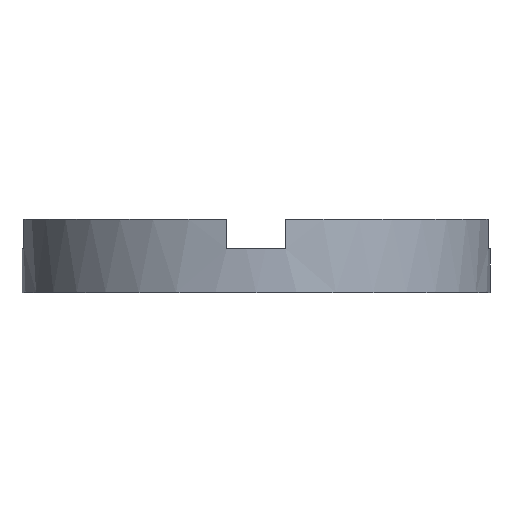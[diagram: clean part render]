
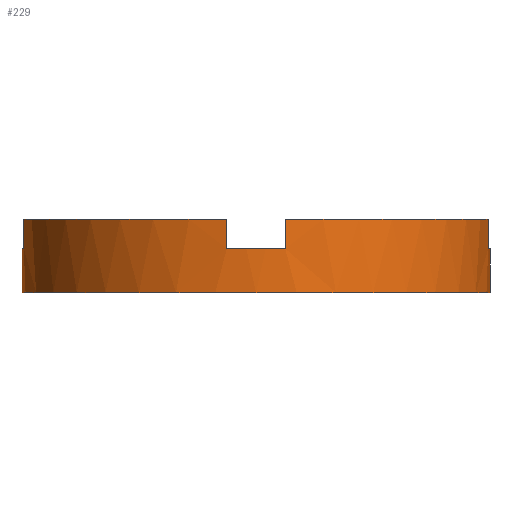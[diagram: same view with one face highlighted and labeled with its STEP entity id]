
A CAD part, front view. The second image highlights one B-rep face of the part: STEP entity #229.
In plain terms, the highlighted cylindrical face has radius 8 mm (diameter 16 mm), a partial arc.
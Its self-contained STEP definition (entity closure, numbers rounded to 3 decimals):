
#31 = ORIENTED_EDGE ( 'NONE', *, *, #592, .F. ) ;
#38 = VERTEX_POINT ( 'NONE', #743 ) ;
#42 = VERTEX_POINT ( 'NONE', #199 ) ;
#55 = FACE_OUTER_BOUND ( 'NONE', #320, .T. ) ;
#62 = CYLINDRICAL_SURFACE ( 'NONE', #209, 8. ) ;
#83 = DIRECTION ( 'NONE',  ( 1., 0., 0. ) ) ;
#84 = VERTEX_POINT ( 'NONE', #734 ) ;
#90 = VECTOR ( 'NONE', #733, 1000. ) ;
#107 = VECTOR ( 'NONE', #251, 1000. ) ;
#119 = VECTOR ( 'NONE', #726, 1000. ) ;
#133 = CARTESIAN_POINT ( 'NONE',  ( 7.937, -1., 2.5 ) ) ;
#137 = VECTOR ( 'NONE', #713, 1000. ) ;
#143 = CIRCLE ( 'NONE', #719, 8. ) ;
#155 = VECTOR ( 'NONE', #241, 1000. ) ;
#157 = ORIENTED_EDGE ( 'NONE', *, *, #249, .F. ) ;
#175 = ORIENTED_EDGE ( 'NONE', *, *, #735, .T. ) ;
#182 = CARTESIAN_POINT ( 'NONE',  ( -7.937, -1., 1.5 ) ) ;
#185 = ORIENTED_EDGE ( 'NONE', *, *, #720, .F. ) ;
#187 = ORIENTED_EDGE ( 'NONE', *, *, #655, .F. ) ;
#191 = ORIENTED_EDGE ( 'NONE', *, *, #215, .T. ) ;
#199 = CARTESIAN_POINT ( 'NONE',  ( -7.937, -1., 1.5 ) ) ;
#207 = CARTESIAN_POINT ( 'NONE',  ( -8., 0., 0. ) ) ;
#209 = AXIS2_PLACEMENT_3D ( 'NONE', #768, #727, #468 ) ;
#215 = EDGE_CURVE ( 'NONE', #260, #279, #600, .T. ) ;
#218 = AXIS2_PLACEMENT_3D ( 'NONE', #469, #650, #725 ) ;
#223 = DIRECTION ( 'NONE',  ( 1., 0., 0. ) ) ;
#229 = ADVANCED_FACE ( 'NONE', ( #55 ), #62, .T. ) ;
#230 = AXIS2_PLACEMENT_3D ( 'NONE', #490, #750, #754 ) ;
#231 = CARTESIAN_POINT ( 'NONE',  ( -8., 0., 2.5 ) ) ;
#241 = DIRECTION ( 'NONE',  ( 0., 0., -1. ) ) ;
#245 = CARTESIAN_POINT ( 'NONE',  ( 1., -7.937, 1.5 ) ) ;
#248 = AXIS2_PLACEMENT_3D ( 'NONE', #571, #253, #512 ) ;
#249 = EDGE_CURVE ( 'NONE', #42, #552, #391, .T. ) ;
#251 = DIRECTION ( 'NONE',  ( 0., 0., 1. ) ) ;
#253 = DIRECTION ( 'NONE',  ( 0., 0., 1. ) ) ;
#254 = EDGE_CURVE ( 'NONE', #293, #38, #387, .T. ) ;
#260 = VERTEX_POINT ( 'NONE', #763 ) ;
#270 = CARTESIAN_POINT ( 'NONE',  ( 7.937, -1., 1.5 ) ) ;
#279 = VERTEX_POINT ( 'NONE', #515 ) ;
#290 = CARTESIAN_POINT ( 'NONE',  ( 1., -7.937, 2.5 ) ) ;
#293 = VERTEX_POINT ( 'NONE', #440 ) ;
#320 = EDGE_LOOP ( 'NONE', ( #714, #553, #442, #439, #185, #31, #191, #187, #157, #550, #532, #175 ) ) ;
#375 = DIRECTION ( 'NONE',  ( 0., 0., 1. ) ) ;
#387 = LINE ( 'NONE', #410, #119 ) ;
#391 = LINE ( 'NONE', #182, #107 ) ;
#395 = LINE ( 'NONE', #231, #155 ) ;
#397 = CIRCLE ( 'NONE', #230, 8. ) ;
#398 = CARTESIAN_POINT ( 'NONE',  ( 0., 0., 1.5 ) ) ;
#400 = CIRCLE ( 'NONE', #248, 8. ) ;
#401 = VERTEX_POINT ( 'NONE', #270 ) ;
#402 = VECTOR ( 'NONE', #375, 1000. ) ;
#408 = CARTESIAN_POINT ( 'NONE',  ( 0., 0., 1.5 ) ) ;
#410 = CARTESIAN_POINT ( 'NONE',  ( 8., 0., 2.5 ) ) ;
#411 = LINE ( 'NONE', #622, #137 ) ;
#414 = VERTEX_POINT ( 'NONE', #133 ) ;
#415 = CIRCLE ( 'NONE', #463, 8. ) ;
#416 = VERTEX_POINT ( 'NONE', #207 ) ;
#439 = ORIENTED_EDGE ( 'NONE', *, *, #520, .F. ) ;
#440 = CARTESIAN_POINT ( 'NONE',  ( 8., 0., 1.5 ) ) ;
#442 = ORIENTED_EDGE ( 'NONE', *, *, #715, .T. ) ;
#446 = VERTEX_POINT ( 'NONE', #290 ) ;
#455 = CARTESIAN_POINT ( 'NONE',  ( 1., -7.937, 1.5 ) ) ;
#463 = AXIS2_PLACEMENT_3D ( 'NONE', #408, #728, #761 ) ;
#468 = DIRECTION ( 'NONE',  ( -1., 0., 0. ) ) ;
#469 = CARTESIAN_POINT ( 'NONE',  ( 0., 0., 2.5 ) ) ;
#490 = CARTESIAN_POINT ( 'NONE',  ( 0., 0., 0. ) ) ;
#503 = CARTESIAN_POINT ( 'NONE',  ( -7.937, -1., 2.5 ) ) ;
#512 = DIRECTION ( 'NONE',  ( 1., 0., 0. ) ) ;
#515 = CARTESIAN_POINT ( 'NONE',  ( -1., -7.937, 2.5 ) ) ;
#520 = EDGE_CURVE ( 'NONE', #446, #414, #659, .T. ) ;
#532 = ORIENTED_EDGE ( 'NONE', *, *, #687, .T. ) ;
#550 = ORIENTED_EDGE ( 'NONE', *, *, #613, .F. ) ;
#552 = VERTEX_POINT ( 'NONE', #503 ) ;
#553 = ORIENTED_EDGE ( 'NONE', *, *, #653, .F. ) ;
#571 = CARTESIAN_POINT ( 'NONE',  ( 0., 0., 1.5 ) ) ;
#584 = CARTESIAN_POINT ( 'NONE',  ( -1., -7.937, 1.5 ) ) ;
#592 = EDGE_CURVE ( 'NONE', #260, #695, #143, .T. ) ;
#600 = LINE ( 'NONE', #584, #90 ) ;
#613 = EDGE_CURVE ( 'NONE', #84, #42, #400, .T. ) ;
#622 = CARTESIAN_POINT ( 'NONE',  ( 7.937, -1., 1.5 ) ) ;
#640 = AXIS2_PLACEMENT_3D ( 'NONE', #778, #748, #83 ) ;
#650 = DIRECTION ( 'NONE',  ( 0., 0., 1. ) ) ;
#653 = EDGE_CURVE ( 'NONE', #401, #293, #415, .T. ) ;
#655 = EDGE_CURVE ( 'NONE', #552, #279, #664, .T. ) ;
#659 = CIRCLE ( 'NONE', #640, 8. ) ;
#664 = CIRCLE ( 'NONE', #218, 8. ) ;
#680 = LINE ( 'NONE', #245, #402 ) ;
#687 = EDGE_CURVE ( 'NONE', #84, #416, #395, .T. ) ;
#695 = VERTEX_POINT ( 'NONE', #455 ) ;
#713 = DIRECTION ( 'NONE',  ( 0., 0., 1. ) ) ;
#714 = ORIENTED_EDGE ( 'NONE', *, *, #254, .F. ) ;
#715 = EDGE_CURVE ( 'NONE', #401, #414, #411, .T. ) ;
#719 = AXIS2_PLACEMENT_3D ( 'NONE', #398, #722, #223 ) ;
#720 = EDGE_CURVE ( 'NONE', #695, #446, #680, .T. ) ;
#722 = DIRECTION ( 'NONE',  ( 0., 0., 1. ) ) ;
#725 = DIRECTION ( 'NONE',  ( 1., 0., 0. ) ) ;
#726 = DIRECTION ( 'NONE',  ( 0., 0., -1. ) ) ;
#727 = DIRECTION ( 'NONE',  ( 0., 0., -1. ) ) ;
#728 = DIRECTION ( 'NONE',  ( 0., 0., 1. ) ) ;
#733 = DIRECTION ( 'NONE',  ( 0., 0., 1. ) ) ;
#734 = CARTESIAN_POINT ( 'NONE',  ( -8., 0., 1.5 ) ) ;
#735 = EDGE_CURVE ( 'NONE', #416, #38, #397, .T. ) ;
#743 = CARTESIAN_POINT ( 'NONE',  ( 8., 0., 0. ) ) ;
#748 = DIRECTION ( 'NONE',  ( 0., 0., 1. ) ) ;
#750 = DIRECTION ( 'NONE',  ( 0., 0., 1. ) ) ;
#754 = DIRECTION ( 'NONE',  ( 1., 0., 0. ) ) ;
#761 = DIRECTION ( 'NONE',  ( 1., 0., 0. ) ) ;
#763 = CARTESIAN_POINT ( 'NONE',  ( -1., -7.937, 1.5 ) ) ;
#768 = CARTESIAN_POINT ( 'NONE',  ( 0., 0., 2.5 ) ) ;
#778 = CARTESIAN_POINT ( 'NONE',  ( 0., 0., 2.5 ) ) ;
